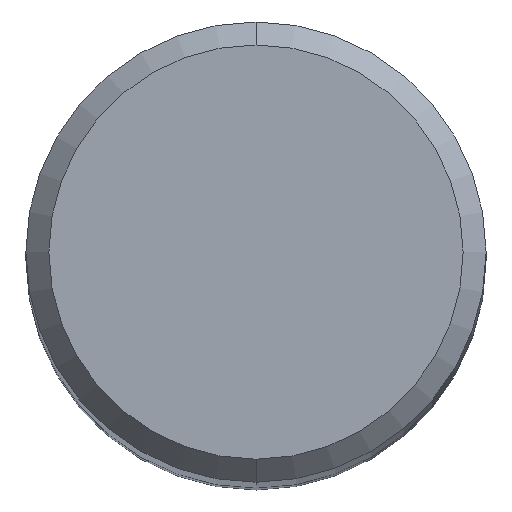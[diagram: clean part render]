
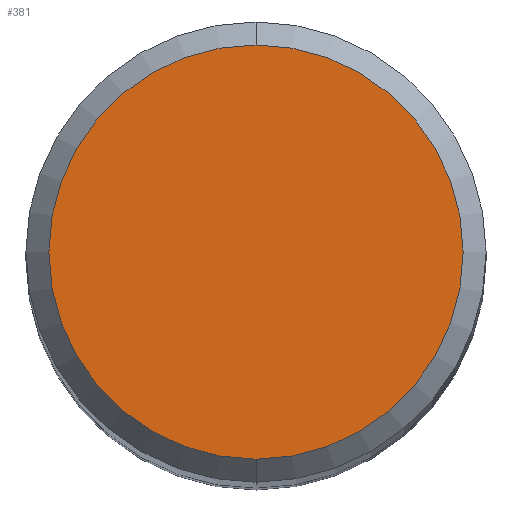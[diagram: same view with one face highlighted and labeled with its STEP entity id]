
A CAD part, top view. The second image highlights one B-rep face of the part: STEP entity #381.
In plain terms, the highlighted planar face has unit normal (0, 0, 1).
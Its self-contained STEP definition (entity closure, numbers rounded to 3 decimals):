
#267=EDGE_CURVE('',#389,#291,#551,.T.);
#277=EDGE_CURVE('',#291,#389,#561,.T.);
#291=VERTEX_POINT('',#576);
#381=ADVANCED_FACE('',(#679),#680,.T.);
#389=VERTEX_POINT('',#689);
#551=CIRCLE('',#956,4.5);
#561=CIRCLE('',#974,4.5);
#576=CARTESIAN_POINT('',(0.0,4.5,0.0));
#679=FACE_OUTER_BOUND('',#1250,.T.);
#680=PLANE('',#1251);
#689=CARTESIAN_POINT('',(0.,-4.5,0.0));
#956=AXIS2_PLACEMENT_3D('',#1451,#1452,#1453);
#974=AXIS2_PLACEMENT_3D('',#1460,#1461,#1462);
#1250=EDGE_LOOP('',(#1622,#1623));
#1251=AXIS2_PLACEMENT_3D('',#1624,#1625,#1626);
#1451=CARTESIAN_POINT('',(0.0,0.0,0.0));
#1452=DIRECTION('',(0.0,0.0,-1.0));
#1453=DIRECTION('',(0.0,1.0,0.0));
#1460=CARTESIAN_POINT('',(0.0,0.0,0.0));
#1461=DIRECTION('',(0.0,0.0,-1.0));
#1462=DIRECTION('',(0.0,1.0,0.0));
#1622=ORIENTED_EDGE('',*,*,#277,.F.);
#1623=ORIENTED_EDGE('',*,*,#267,.F.);
#1624=CARTESIAN_POINT('',(0.0,2.25,0.0));
#1625=DIRECTION('',(-0.0,0.0,1.0));
#1626=DIRECTION('',(0.0,-1.0,0.0));
